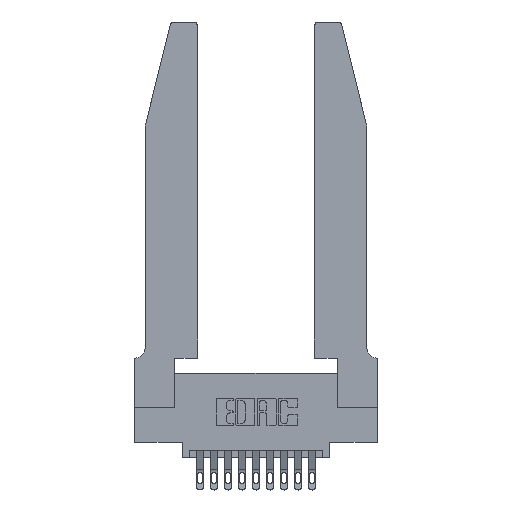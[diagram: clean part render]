
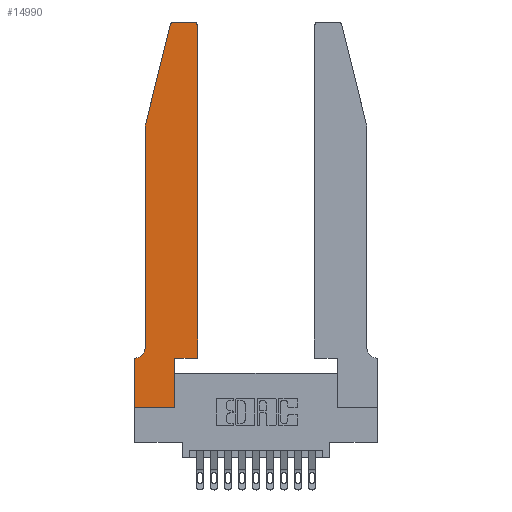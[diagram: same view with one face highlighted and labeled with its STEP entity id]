
A CAD part, top view. The second image highlights one B-rep face of the part: STEP entity #14990.
In plain terms, the highlighted planar face has unit normal (0, 0, 1).
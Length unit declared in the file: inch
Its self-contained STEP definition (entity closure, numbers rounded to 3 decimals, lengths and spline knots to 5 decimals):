
#101 = EDGE_CURVE ( 'NONE', #7732, #14486, #2164, .T. ) ;
#154 = EDGE_CURVE ( 'NONE', #10302, #3925, #1563, .T. ) ;
#318 = DIRECTION ( 'NONE',  ( 1., 0., 0. ) ) ;
#363 = VECTOR ( 'NONE', #318, 39.37008 ) ;
#433 = DIRECTION ( 'NONE',  ( 0., 0., 1. ) ) ;
#851 = VECTOR ( 'NONE', #12906, 39.37008 ) ;
#1317 = EDGE_CURVE ( 'NONE', #14486, #7758, #4136, .T. ) ;
#1323 = VECTOR ( 'NONE', #6313, 39.37008 ) ;
#1519 = CARTESIAN_POINT ( 'NONE',  ( 0.4505, 0.35, 0.37 ) ) ;
#1563 = LINE ( 'NONE', #10782, #4166 ) ;
#1596 = VERTEX_POINT ( 'NONE', #6607 ) ;
#2128 = LINE ( 'NONE', #6061, #4712 ) ;
#2164 = LINE ( 'NONE', #9168, #363 ) ;
#2612 = CARTESIAN_POINT ( 'NONE',  ( 0.0055, 0.42, 0.37 ) ) ;
#2668 = EDGE_CURVE ( 'NONE', #9317, #1596, #9568, .T. ) ;
#2792 = ORIENTED_EDGE ( 'NONE', *, *, #101, .T. ) ;
#2951 = DIRECTION ( 'NONE',  ( 0., 0., 1. ) ) ;
#3925 = VERTEX_POINT ( 'NONE', #12426 ) ;
#3943 = ORIENTED_EDGE ( 'NONE', *, *, #2668, .T. ) ;
#4103 = CARTESIAN_POINT ( 'NONE',  ( 0.0755, 0.35, 0.37 ) ) ;
#4136 = LINE ( 'NONE', #14079, #1323 ) ;
#4137 = DIRECTION ( 'NONE',  ( 0., 0., 1. ) ) ;
#4166 = VECTOR ( 'NONE', #10950, 39.37008 ) ;
#4179 = CIRCLE ( 'NONE', #7256, 0.03 ) ;
#4697 = VERTEX_POINT ( 'NONE', #14217 ) ;
#4712 = VECTOR ( 'NONE', #16451, 39.37008 ) ;
#4775 = CARTESIAN_POINT ( 'NONE',  ( 0.2605, 2.75, 0.37 ) ) ;
#4926 = CARTESIAN_POINT ( 'NONE',  ( 0., 0., 0.37 ) ) ;
#5015 = EDGE_CURVE ( 'NONE', #12098, #4697, #12911, .T. ) ;
#5117 = VERTEX_POINT ( 'NONE', #16064 ) ;
#5278 = DIRECTION ( 'NONE',  ( 0., 0., -1. ) ) ;
#5471 = CARTESIAN_POINT ( 'NONE',  ( 0.2865, 0.35, 0.37 ) ) ;
#5943 = ORIENTED_EDGE ( 'NONE', *, *, #9873, .T. ) ;
#6061 = CARTESIAN_POINT ( 'NONE',  ( 0.0755, 2., 0.37 ) ) ;
#6108 = CARTESIAN_POINT ( 'NONE',  ( 0., 0.35, 0.37 ) ) ;
#6313 = DIRECTION ( 'NONE',  ( 0., 1., 0. ) ) ;
#6356 = AXIS2_PLACEMENT_3D ( 'NONE', #10677, #2951, #13099 ) ;
#6607 = CARTESIAN_POINT ( 'NONE',  ( 0.0055, 0.35, 0.37 ) ) ;
#6836 = DIRECTION ( 'NONE',  ( 1., 0., 0. ) ) ;
#7256 = AXIS2_PLACEMENT_3D ( 'NONE', #14598, #433, #6836 ) ;
#7571 = CARTESIAN_POINT ( 'NONE',  ( 0.0755, 0.42, 0.37 ) ) ;
#7573 = VECTOR ( 'NONE', #8012, 39.37008 ) ;
#7600 = EDGE_CURVE ( 'NONE', #14171, #7732, #14889, .T. ) ;
#7732 = VERTEX_POINT ( 'NONE', #5471 ) ;
#7758 = VERTEX_POINT ( 'NONE', #13625 ) ;
#7839 = EDGE_LOOP ( 'NONE', ( #9371, #8554, #16628, #5943, #3943, #16136, #10455, #15658, #11936, #2792, #13080, #9336 ) ) ;
#7930 = DIRECTION ( 'NONE',  ( 1., 0., 0. ) ) ;
#8012 = DIRECTION ( 'NONE',  ( 1., 0., 0. ) ) ;
#8363 = DIRECTION ( 'NONE',  ( 0., 1., 0. ) ) ;
#8401 = EDGE_CURVE ( 'NONE', #7758, #12098, #4179, .T. ) ;
#8506 = CARTESIAN_POINT ( 'NONE',  ( 0.4205, 2.75, 0.37 ) ) ;
#8554 = ORIENTED_EDGE ( 'NONE', *, *, #11470, .T. ) ;
#8591 = LINE ( 'NONE', #13088, #7573 ) ;
#8604 = VECTOR ( 'NONE', #13934, 39.37008 ) ;
#9013 = CARTESIAN_POINT ( 'NONE',  ( 0.25487, 2.72718, 0.37 ) ) ;
#9090 = CARTESIAN_POINT ( 'NONE',  ( 0.2865, 0., 0.37 ) ) ;
#9110 = VECTOR ( 'NONE', #11273, 39.37008 ) ;
#9168 = CARTESIAN_POINT ( 'NONE',  ( 0.4505, 0.35, 0.37 ) ) ;
#9182 = PLANE ( 'NONE',  #13221 ) ;
#9317 = VERTEX_POINT ( 'NONE', #7571 ) ;
#9336 = ORIENTED_EDGE ( 'NONE', *, *, #8401, .T. ) ;
#9371 = ORIENTED_EDGE ( 'NONE', *, *, #5015, .T. ) ;
#9527 = EDGE_CURVE ( 'NONE', #5117, #14171, #8591, .T. ) ;
#9568 = CIRCLE ( 'NONE', #10255, 0.07 ) ;
#9828 = CARTESIAN_POINT ( 'NONE',  ( 0.2865, 0.35, 0.37 ) ) ;
#9873 = EDGE_CURVE ( 'NONE', #3925, #9317, #2128, .T. ) ;
#10255 = AXIS2_PLACEMENT_3D ( 'NONE', #2612, #5278, #11601 ) ;
#10302 = VERTEX_POINT ( 'NONE', #9013 ) ;
#10455 = ORIENTED_EDGE ( 'NONE', *, *, #16039, .T. ) ;
#10677 = CARTESIAN_POINT ( 'NONE',  ( 0.284, 2.72, 0.37 ) ) ;
#10782 = CARTESIAN_POINT ( 'NONE',  ( 0.0755, 2., 0.37 ) ) ;
#10950 = DIRECTION ( 'NONE',  ( -0.239, -0.971, 0. ) ) ;
#11273 = DIRECTION ( 'NONE',  ( -1., 0., 0. ) ) ;
#11401 = VECTOR ( 'NONE', #8363, 39.37008 ) ;
#11420 = LINE ( 'NONE', #4926, #8604 ) ;
#11470 = EDGE_CURVE ( 'NONE', #4697, #10302, #12338, .T. ) ;
#11521 = LINE ( 'NONE', #4103, #851 ) ;
#11601 = DIRECTION ( 'NONE',  ( -1., 0., 0. ) ) ;
#11863 = EDGE_CURVE ( 'NONE', #1596, #13890, #11521, .T. ) ;
#11936 = ORIENTED_EDGE ( 'NONE', *, *, #7600, .T. ) ;
#12098 = VERTEX_POINT ( 'NONE', #8506 ) ;
#12338 = CIRCLE ( 'NONE', #6356, 0.03 ) ;
#12426 = CARTESIAN_POINT ( 'NONE',  ( 0.0755, 2., 0.37 ) ) ;
#12906 = DIRECTION ( 'NONE',  ( -1., 0., 0. ) ) ;
#12911 = LINE ( 'NONE', #4775, #9110 ) ;
#13080 = ORIENTED_EDGE ( 'NONE', *, *, #1317, .T. ) ;
#13088 = CARTESIAN_POINT ( 'NONE',  ( 0., 0., 0.37 ) ) ;
#13099 = DIRECTION ( 'NONE',  ( 1., 0., 0. ) ) ;
#13221 = AXIS2_PLACEMENT_3D ( 'NONE', #15700, #4137, #7930 ) ;
#13625 = CARTESIAN_POINT ( 'NONE',  ( 0.4505, 2.72, 0.37 ) ) ;
#13888 = FACE_OUTER_BOUND ( 'NONE', #7839, .T. ) ;
#13890 = VERTEX_POINT ( 'NONE', #6108 ) ;
#13934 = DIRECTION ( 'NONE',  ( 0., -1., 0. ) ) ;
#14079 = CARTESIAN_POINT ( 'NONE',  ( 0.4505, 0.35, 0.37 ) ) ;
#14171 = VERTEX_POINT ( 'NONE', #9090 ) ;
#14217 = CARTESIAN_POINT ( 'NONE',  ( 0.284, 2.75, 0.37 ) ) ;
#14486 = VERTEX_POINT ( 'NONE', #1519 ) ;
#14598 = CARTESIAN_POINT ( 'NONE',  ( 0.4205, 2.72, 0.37 ) ) ;
#14889 = LINE ( 'NONE', #9828, #11401 ) ;
#14990 = ADVANCED_FACE ( 'NONE', ( #13888 ), #9182, .T. ) ;
#15658 = ORIENTED_EDGE ( 'NONE', *, *, #9527, .T. ) ;
#15700 = CARTESIAN_POINT ( 'NONE',  ( 0., 0.35, 0.37 ) ) ;
#16039 = EDGE_CURVE ( 'NONE', #13890, #5117, #11420, .T. ) ;
#16064 = CARTESIAN_POINT ( 'NONE',  ( 0., 0., 0.37 ) ) ;
#16136 = ORIENTED_EDGE ( 'NONE', *, *, #11863, .T. ) ;
#16451 = DIRECTION ( 'NONE',  ( 0., -1., 0. ) ) ;
#16628 = ORIENTED_EDGE ( 'NONE', *, *, #154, .T. ) ;
